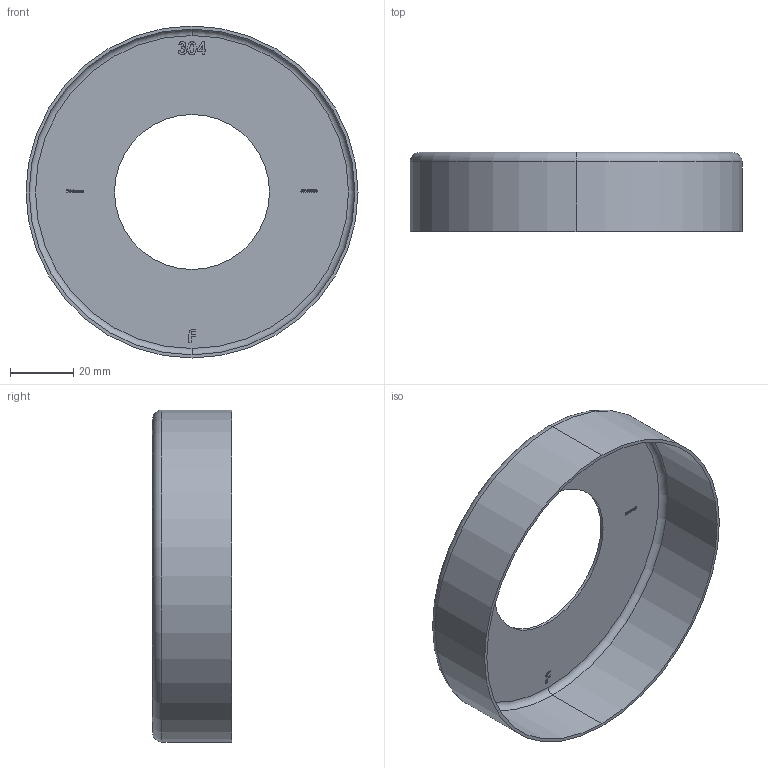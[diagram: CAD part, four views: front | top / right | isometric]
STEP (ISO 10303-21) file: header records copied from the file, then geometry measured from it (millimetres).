
FILE_DESCRIPTION (( 'STEP AP203' ), '1' );
FILE_NAME ('50153-240.step', '2020-11-05T12:44:29', ( '' ), ( '' ), 'SwSTEP 2.0', 'SolidWorks 2018', '' );
FILE_SCHEMA (( 'CONFIG_CONTROL_DESIGN' ));
Length unit declared in the file: millimetre
Products named in the file (2): 50153-240
Bounding box: 105 x 25 x 105 mm (x, y, z)
Volume: 14258.6 mm3; surface area: 29017.2 mm2
Topology: 1 solids, 1 shells, 294 faces, 782 edges, 520 vertices
Faces by surface type: plane 157, bspline 127, cylinder 6, torus 4
Entity records: 16295 total; most frequent: CARTESIAN_POINT 9669, ORIENTED_EDGE 1564, DIRECTION 886, EDGE_CURVE 782, VERTEX_POINT 520, VECTOR 508, LINE 508, EDGE_LOOP 326
